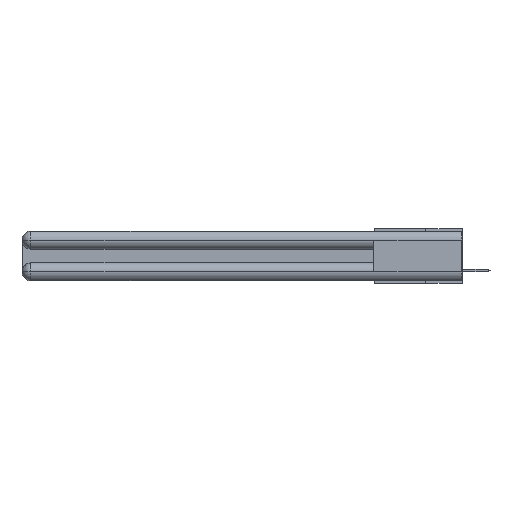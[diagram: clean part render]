
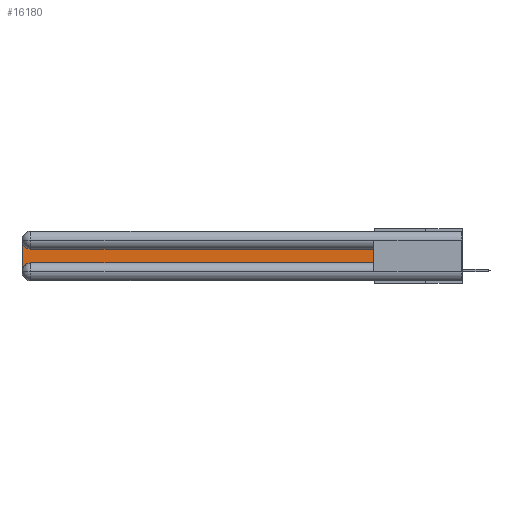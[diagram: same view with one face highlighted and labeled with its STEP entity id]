
A CAD part, left-side view. The second image highlights one B-rep face of the part: STEP entity #16180.
In plain terms, the highlighted planar face has unit normal (-1, 0, 0).
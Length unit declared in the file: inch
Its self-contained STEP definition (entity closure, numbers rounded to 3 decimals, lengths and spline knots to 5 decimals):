
#160 = DIRECTION ( 'NONE',  ( 0., 0., -1. ) ) ;
#272 = ORIENTED_EDGE ( 'NONE', *, *, #5186, .T. ) ;
#286 = CARTESIAN_POINT ( 'NONE',  ( 0.075, 2.94, -0.2175 ) ) ;
#308 = VECTOR ( 'NONE', #11787, 39.37008 ) ;
#939 = VERTEX_POINT ( 'NONE', #1920 ) ;
#1497 = VERTEX_POINT ( 'NONE', #286 ) ;
#1516 = VERTEX_POINT ( 'NONE', #7424 ) ;
#1860 = CARTESIAN_POINT ( 'NONE',  ( 0.075, 2.94, -0.0625 ) ) ;
#1920 = CARTESIAN_POINT ( 'NONE',  ( 0.075, 3., -0.2775 ) ) ;
#1963 = ORIENTED_EDGE ( 'NONE', *, *, #25204, .T. ) ;
#3334 = LINE ( 'NONE', #9394, #308 ) ;
#4481 = DIRECTION ( 'NONE',  ( 0., 0., 1. ) ) ;
#4531 = LINE ( 'NONE', #11693, #27630 ) ;
#5186 = EDGE_CURVE ( 'NONE', #30798, #939, #10101, .T. ) ;
#5923 = AXIS2_PLACEMENT_3D ( 'NONE', #28390, #16638, #23792 ) ;
#7424 = CARTESIAN_POINT ( 'NONE',  ( 0.075, 0.6, -0.2175 ) ) ;
#7760 = DIRECTION ( 'NONE',  ( 0., 0., -1. ) ) ;
#7912 = ORIENTED_EDGE ( 'NONE', *, *, #28638, .T. ) ;
#9367 = CARTESIAN_POINT ( 'NONE',  ( 0.075, 3., -0.2175 ) ) ;
#9394 = CARTESIAN_POINT ( 'NONE',  ( 0.075, 0.6, -0.2175 ) ) ;
#10101 = LINE ( 'NONE', #9367, #22018 ) ;
#11560 = DIRECTION ( 'NONE',  ( 0., 0., -1. ) ) ;
#11693 = CARTESIAN_POINT ( 'NONE',  ( 0.075, 0.6, -0.2175 ) ) ;
#11787 = DIRECTION ( 'NONE',  ( 0., -1., 0. ) ) ;
#12318 = AXIS2_PLACEMENT_3D ( 'NONE', #1860, #18556, #160 ) ;
#12878 = CARTESIAN_POINT ( 'NONE',  ( 0.075, 3., -0.0625 ) ) ;
#13473 = VERTEX_POINT ( 'NONE', #26351 ) ;
#14073 = CIRCLE ( 'NONE', #12318, 0.06 ) ;
#15540 = CARTESIAN_POINT ( 'NONE',  ( 0.075, 0.6, -0.1225 ) ) ;
#16180 = ADVANCED_FACE ( 'NONE', ( #18959 ), #18920, .F. ) ;
#16638 = DIRECTION ( 'NONE',  ( 1., 0., 0. ) ) ;
#17214 = CARTESIAN_POINT ( 'NONE',  ( 0.075, 2.94, -0.2775 ) ) ;
#17887 = CARTESIAN_POINT ( 'NONE',  ( 0.075, 2.94, -0.1225 ) ) ;
#18556 = DIRECTION ( 'NONE',  ( 1., 0., 0. ) ) ;
#18920 = PLANE ( 'NONE',  #5923 ) ;
#18959 = FACE_OUTER_BOUND ( 'NONE', #20930, .T. ) ;
#19054 = LINE ( 'NONE', #15540, #30235 ) ;
#19621 = DIRECTION ( 'NONE',  ( 1., 0., 0. ) ) ;
#20738 = CIRCLE ( 'NONE', #30697, 0.06 ) ;
#20930 = EDGE_LOOP ( 'NONE', ( #1963, #23926, #272, #7912, #22154, #26503 ) ) ;
#22018 = VECTOR ( 'NONE', #11560, 39.37008 ) ;
#22154 = ORIENTED_EDGE ( 'NONE', *, *, #26055, .T. ) ;
#23792 = DIRECTION ( 'NONE',  ( 0., 0., -1. ) ) ;
#23926 = ORIENTED_EDGE ( 'NONE', *, *, #27286, .T. ) ;
#24808 = EDGE_CURVE ( 'NONE', #1516, #13473, #4531, .T. ) ;
#25159 = VERTEX_POINT ( 'NONE', #17887 ) ;
#25204 = EDGE_CURVE ( 'NONE', #13473, #25159, #19054, .T. ) ;
#26055 = EDGE_CURVE ( 'NONE', #1497, #1516, #3334, .T. ) ;
#26351 = CARTESIAN_POINT ( 'NONE',  ( 0.075, 0.6, -0.1225 ) ) ;
#26503 = ORIENTED_EDGE ( 'NONE', *, *, #24808, .T. ) ;
#27286 = EDGE_CURVE ( 'NONE', #25159, #30798, #14073, .T. ) ;
#27630 = VECTOR ( 'NONE', #4481, 39.37008 ) ;
#27688 = DIRECTION ( 'NONE',  ( 0., 1., 0. ) ) ;
#28390 = CARTESIAN_POINT ( 'NONE',  ( 0.075, 3., -0.1225 ) ) ;
#28638 = EDGE_CURVE ( 'NONE', #939, #1497, #20738, .T. ) ;
#30235 = VECTOR ( 'NONE', #27688, 39.37008 ) ;
#30697 = AXIS2_PLACEMENT_3D ( 'NONE', #17214, #19621, #7760 ) ;
#30798 = VERTEX_POINT ( 'NONE', #12878 ) ;
